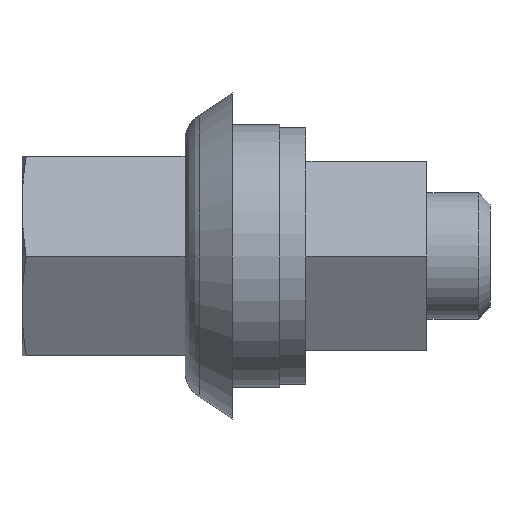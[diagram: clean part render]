
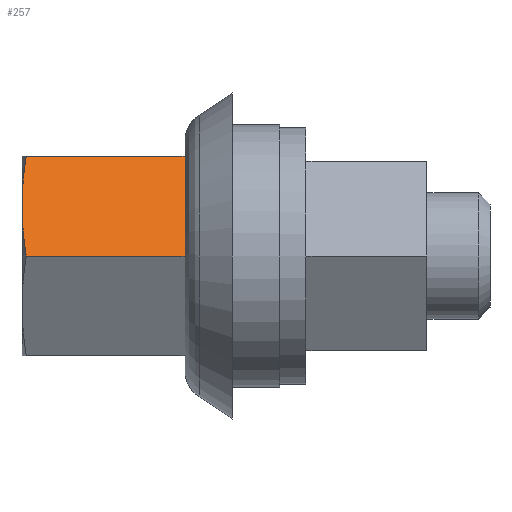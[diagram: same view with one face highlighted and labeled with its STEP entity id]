
A CAD part, front view. The second image highlights one B-rep face of the part: STEP entity #257.
In plain terms, the highlighted planar face has unit normal (0, -0.866, 0.5).
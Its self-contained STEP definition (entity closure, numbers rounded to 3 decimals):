
#257 = ADVANCED_FACE( '', ( #539 ), #540, .T. );
#539 = FACE_OUTER_BOUND( '', #840, .T. );
#540 = PLANE( '', #841 );
#840 = EDGE_LOOP( '', ( #1489, #1490, #1491, #1492, #1493, #1494, #1495 ) );
#841 = AXIS2_PLACEMENT_3D( '', #1496, #1497, #1498 );
#1489 = ORIENTED_EDGE( '', *, *, #1781, .T. );
#1490 = ORIENTED_EDGE( '', *, *, #1912, .T. );
#1491 = ORIENTED_EDGE( '', *, *, #1839, .T. );
#1492 = ORIENTED_EDGE( '', *, *, #1870, .F. );
#1493 = ORIENTED_EDGE( '', *, *, #1861, .F. );
#1494 = ORIENTED_EDGE( '', *, *, #1903, .F. );
#1495 = ORIENTED_EDGE( '', *, *, #1847, .F. );
#1496 = CARTESIAN_POINT( '', ( -20., -5.485, 9.5 ) );
#1497 = DIRECTION( '', ( 0., -0.866, 0.5 ) );
#1498 = DIRECTION( '', ( 0., -0.5, -0.866 ) );
#1781 = EDGE_CURVE( '', #2143, #2145, #2147, .T. );
#1839 = EDGE_CURVE( '', #2222, #2227, #2229, .T. );
#1847 = EDGE_CURVE( '', #2143, #2239, #2240, .T. );
#1861 = EDGE_CURVE( '', #2257, #2256, #2259, .T. );
#1870 = EDGE_CURVE( '', #2256, #2227, #2269, .T. );
#1903 = EDGE_CURVE( '', #2239, #2257, #2310, .T. );
#1912 = EDGE_CURVE( '', #2145, #2222, #2319, .T. );
#2143 = VERTEX_POINT( '', #2667 );
#2145 = VERTEX_POINT( '', #2674 );
#2147 = B_SPLINE_CURVE_WITH_KNOTS( '', 3, ( #2676, #2677, #2678, #2679, #2680, #2681 ), .UNSPECIFIED., .F., .F., ( 4, 2, 4 ), ( 0., 0.003, 0.005 ), .UNSPECIFIED. );
#2222 = VERTEX_POINT( '', #2802 );
#2227 = VERTEX_POINT( '', #2814 );
#2229 = LINE( '', #2817, #2818 );
#2239 = VERTEX_POINT( '', #2835 );
#2240 = LINE( '', #2836, #2837 );
#2256 = VERTEX_POINT( '', #2860 );
#2257 = VERTEX_POINT( '', #2861 );
#2259 = LINE( '', #2863, #2864 );
#2269 = LINE( '', #2874, #2875 );
#2310 = LINE( '', #2931, #2932 );
#2319 = B_SPLINE_CURVE_WITH_KNOTS( '', 3, ( #2948, #2949, #2950, #2951, #2952, #2953 ), .UNSPECIFIED., .F., .F., ( 4, 2, 4 ), ( 0.005, 0.008, 0.011 ), .UNSPECIFIED. );
#2667 = CARTESIAN_POINT( '', ( -19.606, -5.485, 9.5 ) );
#2674 = CARTESIAN_POINT( '', ( -20., -8.227, 4.75 ) );
#2676 = CARTESIAN_POINT( '', ( -19.606, -5.485, 9.5 ) );
#2677 = CARTESIAN_POINT( '', ( -19.729, -5.942, 8.708 ) );
#2678 = CARTESIAN_POINT( '', ( -19.828, -6.399, 7.917 ) );
#2679 = CARTESIAN_POINT( '', ( -19.964, -7.313, 6.333 ) );
#2680 = CARTESIAN_POINT( '', ( -20., -7.77, 5.542 ) );
#2681 = CARTESIAN_POINT( '', ( -20., -8.227, 4.75 ) );
#2802 = CARTESIAN_POINT( '', ( -19.606, -10.97, 0. ) );
#2814 = CARTESIAN_POINT( '', ( -4.5, -10.97, 0. ) );
#2817 = CARTESIAN_POINT( '', ( -20., -10.97, 0. ) );
#2818 = VECTOR( '', #3198, 1000. );
#2835 = CARTESIAN_POINT( '', ( -4.5, -5.485, 9.5 ) );
#2836 = CARTESIAN_POINT( '', ( -20., -5.485, 9.5 ) );
#2837 = VECTOR( '', #3204, 1000. );
#2860 = CARTESIAN_POINT( '', ( -4.5, -10.894, 0.132 ) );
#2861 = CARTESIAN_POINT( '', ( -4.5, -5.561, 9.368 ) );
#2863 = CARTESIAN_POINT( '', ( -4.5, -5.485, 9.5 ) );
#2864 = VECTOR( '', #3215, 1000. );
#2874 = CARTESIAN_POINT( '', ( -4.5, -5.485, 9.5 ) );
#2875 = VECTOR( '', #3222, 1000. );
#2931 = CARTESIAN_POINT( '', ( -4.5, -5.485, 9.5 ) );
#2932 = VECTOR( '', #3250, 1000. );
#2948 = CARTESIAN_POINT( '', ( -20., -8.227, 4.75 ) );
#2949 = CARTESIAN_POINT( '', ( -20., -8.684, 3.958 ) );
#2950 = CARTESIAN_POINT( '', ( -19.964, -9.141, 3.167 ) );
#2951 = CARTESIAN_POINT( '', ( -19.828, -10.056, 1.583 ) );
#2952 = CARTESIAN_POINT( '', ( -19.729, -10.513, 0.792 ) );
#2953 = CARTESIAN_POINT( '', ( -19.606, -10.97, 0. ) );
#3198 = DIRECTION( '', ( 1., 0., 0. ) );
#3204 = DIRECTION( '', ( 1., 0., 0. ) );
#3215 = DIRECTION( '', ( 0., -0.5, -0.866 ) );
#3222 = DIRECTION( '', ( 0., -0.5, -0.866 ) );
#3250 = DIRECTION( '', ( 0., -0.5, -0.866 ) );
